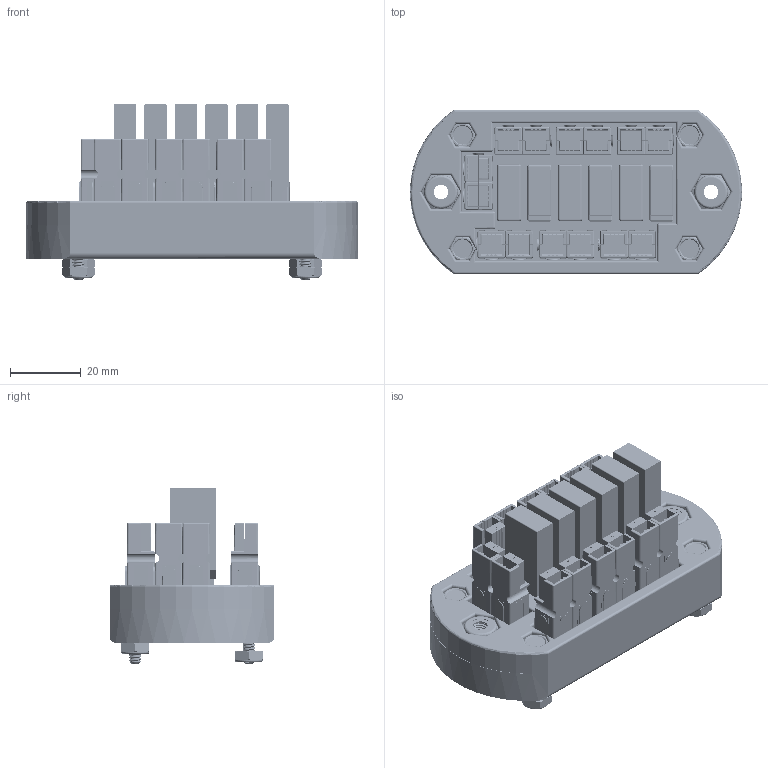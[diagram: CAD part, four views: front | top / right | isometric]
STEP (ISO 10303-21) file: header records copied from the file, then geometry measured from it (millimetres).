
FILE_DESCRIPTION (( 'STEP AP214' ), '1' );
FILE_NAME ('am-3699a AndyMark PowerPole Distribution Board.STEP', '2021-09-10T21:38:44', ( '' ), ( '' ), 'SwSTEP 2.0', 'SolidWorks 2021', '' );
FILE_SCHEMA (( 'AUTOMOTIVE_DESIGN' ));
Length unit declared in the file: millimetre
Products named in the file (10): am-3699a AndyMarkFuseBlock; Board_AndyMarkFuseBlock; ip-3699a_top; AndersonPP45_Vertical_PCB_Dual_RedNBlack_1335G1_Assembly; ip-3699a_bottom; 10-32 nylock thin nut - Mcm 90633A009_90633A009; am-3699a AndyMark PowerPole Distribution Board; 6-32 x 0750 HHCS_93075A151; 6-32 Nylock Jam Nut_90633A007; Keystone_Fuse_Holder_with_30A_breaker
Assembly tree (27 placements, depth 3):
  am-3699a AndyMark PowerPole Distribution Board
    am-3699a AndyMarkFuseBlock
      Board_AndyMarkFuseBlock
      Keystone_Fuse_Holder_with_30A_breaker  x6
      AndersonPP45_Vertical_PCB_Dual_RedNBlack_1335G1_Assembly  x7
    ip-3699a_bottom
    ip-3699a_top
    10-32 nylock thin nut - Mcm 90633A009_90633A009  x2
    6-32 x 0750 HHCS_93075A151  x4
    6-32 Nylock Jam Nut_90633A007  x4
Bounding box: 93.64 x 46.35 x 49.37 mm (x, y, z)
Volume: 72785.3 mm3; surface area: 57402.9 mm2
Topology: 49 solids, 49 shells, 6320 faces, 16623 edges, 10698 vertices
Faces by surface type: plane 3826, cylinder 1120, bspline 950, cone 374, torus 42, sphere 8
Entity records: 63916 total; most frequent: CARTESIAN_POINT 21003, ORIENTED_EDGE 7194, DIRECTION 5870, EDGE_CURVE 3597, LINE 2500, VECTOR 2500, VERTEX_POINT 2303, AXIS2_PLACEMENT_3D 1685
